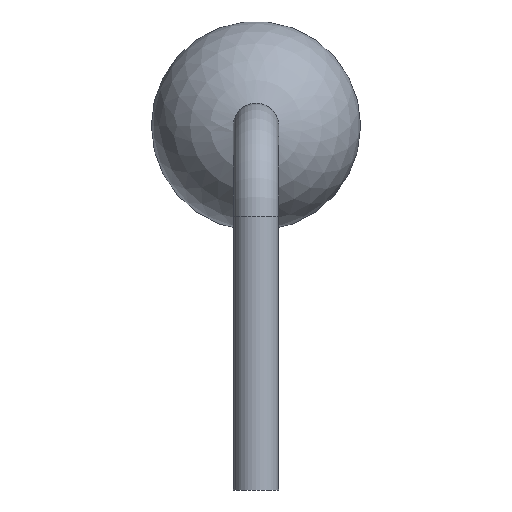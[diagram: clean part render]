
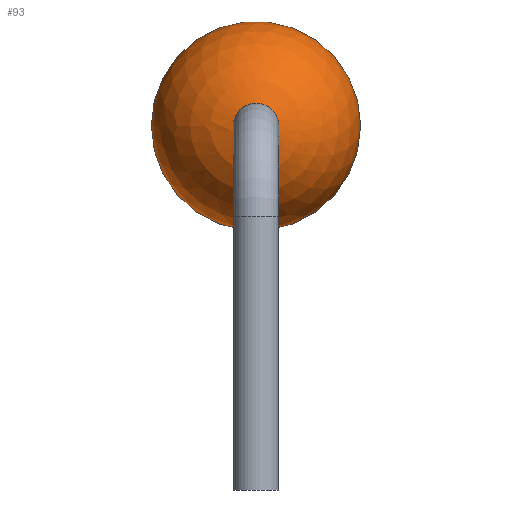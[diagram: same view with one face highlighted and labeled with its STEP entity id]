
A CAD part, left-side view. The second image highlights one B-rep face of the part: STEP entity #93.
In plain terms, the highlighted spherical face has radius 1.15 mm.
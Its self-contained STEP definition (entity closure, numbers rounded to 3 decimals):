
#59 = EDGE_CURVE('',#60,#60,#62,.T.);
#60 = VERTEX_POINT('',#61);
#61 = CARTESIAN_POINT('',(-1.328,1.025,0.));
#62 = CIRCLE('',#63,1.025);
#63 = AXIS2_PLACEMENT_3D('',#64,#65,#66);
#64 = CARTESIAN_POINT('',(-1.328,0.,0.));
#65 = DIRECTION('',(1.,0.,0.));
#66 = DIRECTION('',(-0.,1.,0.));
#93 = ADVANCED_FACE('',(#94),#107,.T.);
#94 = FACE_BOUND('',#95,.T.);
#95 = EDGE_LOOP('',(#96,#105,#106));
#96 = ORIENTED_EDGE('',*,*,#97,.T.);
#97 = EDGE_CURVE('',#60,#98,#100,.T.);
#98 = VERTEX_POINT('',#99);
#99 = CARTESIAN_POINT('',(-3.,0.,0.));
#100 = CIRCLE('',#101,1.15);
#101 = AXIS2_PLACEMENT_3D('',#102,#103,#104);
#102 = CARTESIAN_POINT('',(-1.85,0.,0.));
#103 = DIRECTION('',(0.,0.,1.));
#104 = DIRECTION('',(1.,0.,-0.));
#105 = ORIENTED_EDGE('',*,*,#97,.F.);
#106 = ORIENTED_EDGE('',*,*,#59,.F.);
#107 = SPHERICAL_SURFACE('',#108,1.15);
#108 = AXIS2_PLACEMENT_3D('',#109,#110,#111);
#109 = CARTESIAN_POINT('',(-1.85,0.,0.));
#110 = DIRECTION('',(-1.,-0.,-0.));
#111 = DIRECTION('',(0.,1.,0.));
